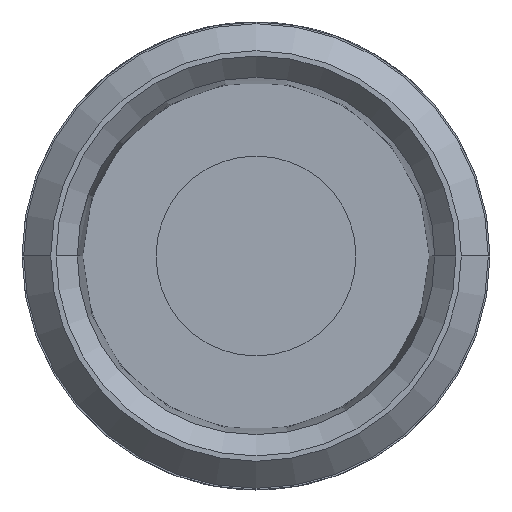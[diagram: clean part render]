
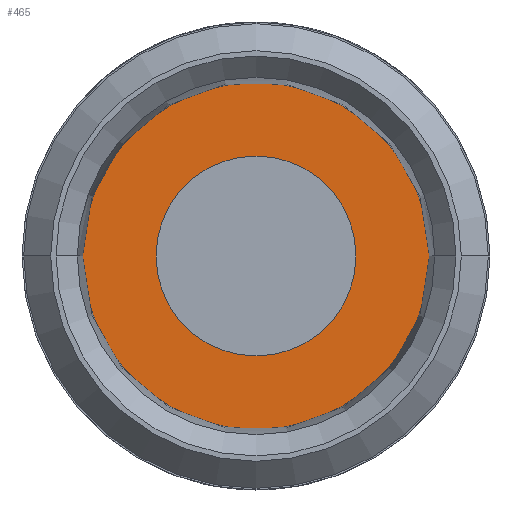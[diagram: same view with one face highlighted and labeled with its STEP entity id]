
A CAD part, left-side view. The second image highlights one B-rep face of the part: STEP entity #465.
In plain terms, the highlighted planar face has unit normal (-1, 0, 0).
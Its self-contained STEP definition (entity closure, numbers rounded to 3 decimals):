
#33 = CARTESIAN_POINT ( 'NONE',  ( 8.4, 0., 0. ) ) ;
#101 = CARTESIAN_POINT ( 'NONE',  ( 8.4, 0., 0. ) ) ;
#324 = AXIS2_PLACEMENT_3D ( 'NONE', #736, #1983, #2367 ) ;
#327 = VERTEX_POINT ( 'NONE', #2214 ) ;
#335 = DIRECTION ( 'NONE',  ( 0., 1., 0. ) ) ;
#356 = EDGE_LOOP ( 'NONE', ( #866, #2095 ) ) ;
#368 = AXIS2_PLACEMENT_3D ( 'NONE', #101, #641, #456 ) ;
#370 = EDGE_CURVE ( 'NONE', #1427, #327, #1414, .T. ) ;
#371 = DIRECTION ( 'NONE',  ( 1., 0., 0. ) ) ;
#403 = AXIS2_PLACEMENT_3D ( 'NONE', #1211, #1254, #335 ) ;
#433 = DIRECTION ( 'NONE',  ( 0., 1., 0. ) ) ;
#456 = DIRECTION ( 'NONE',  ( 0., 1., 0. ) ) ;
#463 = CARTESIAN_POINT ( 'NONE',  ( 8.4, 4.075, 0. ) ) ;
#465 = ADVANCED_FACE ( 'NONE', ( #721, #919 ), #1809, .T. ) ;
#535 = AXIS2_PLACEMENT_3D ( 'NONE', #33, #1521, #433 ) ;
#641 = DIRECTION ( 'NONE',  ( -1., 0., 0. ) ) ;
#721 = FACE_BOUND ( 'NONE', #1120, .T. ) ;
#736 = CARTESIAN_POINT ( 'NONE',  ( 8.4, 0., 0. ) ) ;
#794 = CARTESIAN_POINT ( 'NONE',  ( 8.4, -2.35, 0. ) ) ;
#866 = ORIENTED_EDGE ( 'NONE', *, *, #370, .F. ) ;
#894 = EDGE_CURVE ( 'NONE', #1670, #1991, #2033, .T. ) ;
#919 = FACE_OUTER_BOUND ( 'NONE', #356, .T. ) ;
#1075 = CARTESIAN_POINT ( 'NONE',  ( 8.4, 0., 0. ) ) ;
#1120 = EDGE_LOOP ( 'NONE', ( #1641, #1374 ) ) ;
#1131 = EDGE_CURVE ( 'NONE', #1427, #327, #1958, .T. ) ;
#1152 = CARTESIAN_POINT ( 'NONE',  ( 8.4, 2.35, 0. ) ) ;
#1211 = CARTESIAN_POINT ( 'NONE',  ( 8.4, 0., 0. ) ) ;
#1254 = DIRECTION ( 'NONE',  ( -1., 0., 0. ) ) ;
#1374 = ORIENTED_EDGE ( 'NONE', *, *, #2324, .T. ) ;
#1414 = CIRCLE ( 'NONE', #2150, 4.075 ) ;
#1427 = VERTEX_POINT ( 'NONE', #463 ) ;
#1521 = DIRECTION ( 'NONE',  ( 1., 0., 0. ) ) ;
#1641 = ORIENTED_EDGE ( 'NONE', *, *, #894, .F. ) ;
#1670 = VERTEX_POINT ( 'NONE', #1152 ) ;
#1809 = PLANE ( 'NONE',  #324 ) ;
#1958 = CIRCLE ( 'NONE', #368, 4.075 ) ;
#1974 = CIRCLE ( 'NONE', #535, 2.35 ) ;
#1983 = DIRECTION ( 'NONE',  ( -1., 0., 0. ) ) ;
#1991 = VERTEX_POINT ( 'NONE', #794 ) ;
#1995 = DIRECTION ( 'NONE',  ( 0., 1., 0. ) ) ;
#2033 = CIRCLE ( 'NONE', #403, 2.35 ) ;
#2095 = ORIENTED_EDGE ( 'NONE', *, *, #1131, .T. ) ;
#2150 = AXIS2_PLACEMENT_3D ( 'NONE', #1075, #371, #1995 ) ;
#2214 = CARTESIAN_POINT ( 'NONE',  ( 8.4, -4.075, 0. ) ) ;
#2324 = EDGE_CURVE ( 'NONE', #1670, #1991, #1974, .T. ) ;
#2367 = DIRECTION ( 'NONE',  ( 0., 0., 1. ) ) ;
